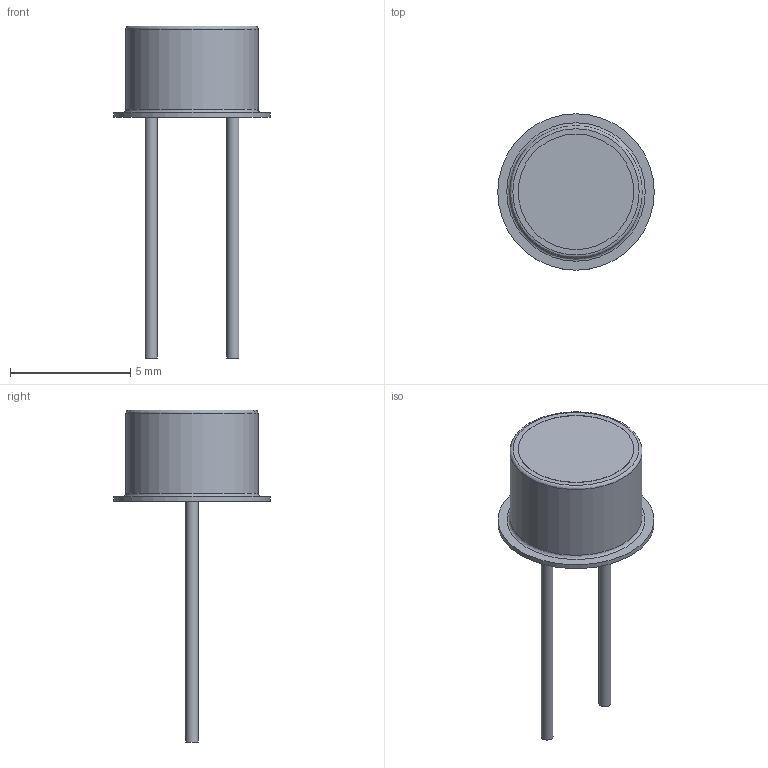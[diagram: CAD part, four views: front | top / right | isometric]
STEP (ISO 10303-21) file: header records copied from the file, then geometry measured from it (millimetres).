
FILE_DESCRIPTION(('FreeCAD Model'),'2;1');
FILE_NAME('R_LDR_D6.4mm_P3.4mm_Vertical.step','2018-01-27T15:25:26',('kicad StepUp' ),('ksu MCAD'),'Open CASCADE STEP processor 6.8','FreeCAD','Unknown' );
FILE_SCHEMA(('AUTOMOTIVE_DESIGN_CC2 { 1 2 10303 214 -1 1 5 4 }'));
Length unit declared in the file: millimetre
Products named in the file (1): R_LDR_D6.4mm_P3.4mm_Vertical
Bounding box: 6.5 x 6.5 x 13.8 mm (x, y, z)
Volume: 46.5 mm3; surface area: 253.3 mm2
Topology: 1 solids, 2 shells, 59 faces, 146 edges, 96 vertices
Faces by surface type: plane 49, cylinder 7, revolution 2, cone 1
Full cylindrical faces by diameter (mm): 0.5 x2, 4.32 x1, 4.8 x2, 5.5 x1, 6.5 x1
Entity records: 1279 total; most frequent: ORIENTED_EDGE 231, CARTESIAN_POINT 195, EDGE_CURVE 146, LINE 127, VERTEX_POINT 96, AXIS2_PLACEMENT_3D 71, FACE_BOUND 64, EDGE_LOOP 64
